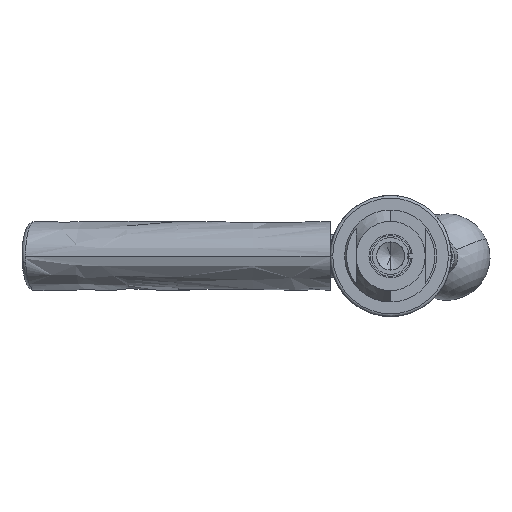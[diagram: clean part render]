
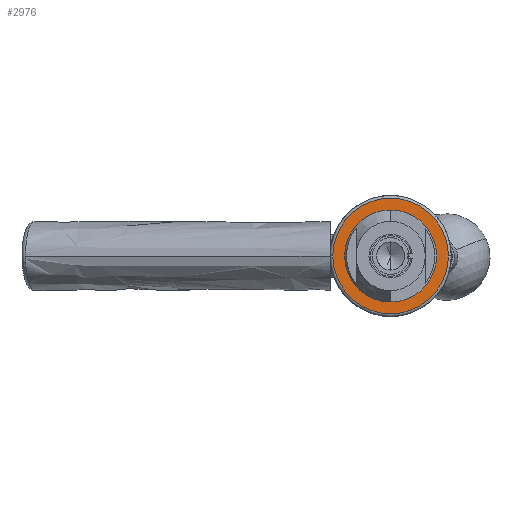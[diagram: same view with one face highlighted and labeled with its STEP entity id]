
A CAD part, left-side view. The second image highlights one B-rep face of the part: STEP entity #2976.
In plain terms, the highlighted planar face has unit normal (-1, 0, 0).
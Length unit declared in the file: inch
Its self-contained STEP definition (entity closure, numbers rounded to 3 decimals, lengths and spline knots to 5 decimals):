
#691 = AXIS2_PLACEMENT_3D ( 'NONE', #2388, #16762, #4999 ) ;
#868 = AXIS2_PLACEMENT_3D ( 'NONE', #14428, #4301, #9504 ) ;
#879 = EDGE_CURVE ( 'NONE', #1529, #2054, #10464, .T. ) ;
#889 = EDGE_CURVE ( 'NONE', #1729, #9659, #11835, .T. ) ;
#1529 = VERTEX_POINT ( 'NONE', #15549 ) ;
#1729 = VERTEX_POINT ( 'NONE', #2384 ) ;
#1772 = AXIS2_PLACEMENT_3D ( 'NONE', #13896, #3679, #3759 ) ;
#2054 = VERTEX_POINT ( 'NONE', #12480 ) ;
#2349 = DIRECTION ( 'NONE',  ( -1., 0., 0. ) ) ;
#2379 = AXIS2_PLACEMENT_3D ( 'NONE', #10195, #2349, #9342 ) ;
#2384 = CARTESIAN_POINT ( 'NONE',  ( -3.915, 0., -0.4375 ) ) ;
#2388 = CARTESIAN_POINT ( 'NONE',  ( -3.915, 0., 0. ) ) ;
#2399 = EDGE_LOOP ( 'NONE', ( #12763, #14905 ) ) ;
#2478 = ORIENTED_EDGE ( 'NONE', *, *, #12088, .T. ) ;
#2930 = FACE_OUTER_BOUND ( 'NONE', #7321, .T. ) ;
#2976 = ADVANCED_FACE ( 'NONE', ( #14593, #2930 ), #15954, .F. ) ;
#3679 = DIRECTION ( 'NONE',  ( -1., 0., 0. ) ) ;
#3759 = DIRECTION ( 'NONE',  ( 0., 0., -1. ) ) ;
#4301 = DIRECTION ( 'NONE',  ( 1., 0., 0. ) ) ;
#4804 = ORIENTED_EDGE ( 'NONE', *, *, #879, .T. ) ;
#4999 = DIRECTION ( 'NONE',  ( 0., -1., 0. ) ) ;
#5143 = CIRCLE ( 'NONE', #2379, 0.4375 ) ;
#5245 = CIRCLE ( 'NONE', #7683, 0.835 ) ;
#6930 = CARTESIAN_POINT ( 'NONE',  ( -3.915, 0., 0. ) ) ;
#7321 = EDGE_LOOP ( 'NONE', ( #2478, #4804 ) ) ;
#7683 = AXIS2_PLACEMENT_3D ( 'NONE', #6930, #8084, #10855 ) ;
#8084 = DIRECTION ( 'NONE',  ( -1., 0., 0. ) ) ;
#9342 = DIRECTION ( 'NONE',  ( 0., 0., -1. ) ) ;
#9504 = DIRECTION ( 'NONE',  ( 0., -1., 0. ) ) ;
#9659 = VERTEX_POINT ( 'NONE', #13415 ) ;
#10195 = CARTESIAN_POINT ( 'NONE',  ( -3.915, 0., 0. ) ) ;
#10464 = CIRCLE ( 'NONE', #691, 0.835 ) ;
#10855 = DIRECTION ( 'NONE',  ( 0., -1., 0. ) ) ;
#11835 = CIRCLE ( 'NONE', #1772, 0.4375 ) ;
#12088 = EDGE_CURVE ( 'NONE', #2054, #1529, #5245, .T. ) ;
#12480 = CARTESIAN_POINT ( 'NONE',  ( -3.915, -0.835, 0. ) ) ;
#12763 = ORIENTED_EDGE ( 'NONE', *, *, #889, .F. ) ;
#13415 = CARTESIAN_POINT ( 'NONE',  ( -3.915, 0., 0.4375 ) ) ;
#13827 = EDGE_CURVE ( 'NONE', #9659, #1729, #5143, .T. ) ;
#13896 = CARTESIAN_POINT ( 'NONE',  ( -3.915, 0., 0. ) ) ;
#14428 = CARTESIAN_POINT ( 'NONE',  ( -3.915, -0.875, 0. ) ) ;
#14593 = FACE_BOUND ( 'NONE', #2399, .T. ) ;
#14905 = ORIENTED_EDGE ( 'NONE', *, *, #13827, .F. ) ;
#15549 = CARTESIAN_POINT ( 'NONE',  ( -3.915, 0.835, 0. ) ) ;
#15954 = PLANE ( 'NONE',  #868 ) ;
#16762 = DIRECTION ( 'NONE',  ( -1., 0., 0. ) ) ;
